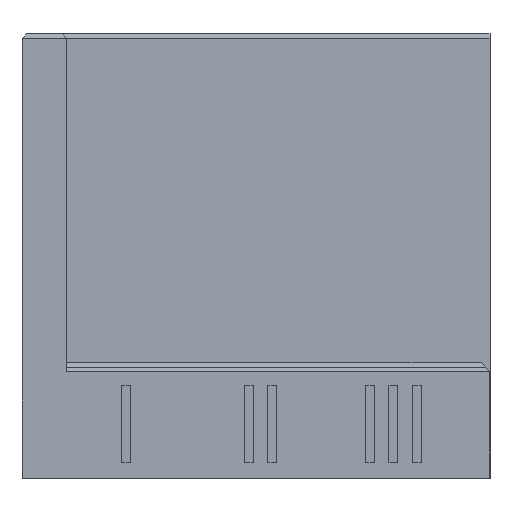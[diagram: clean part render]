
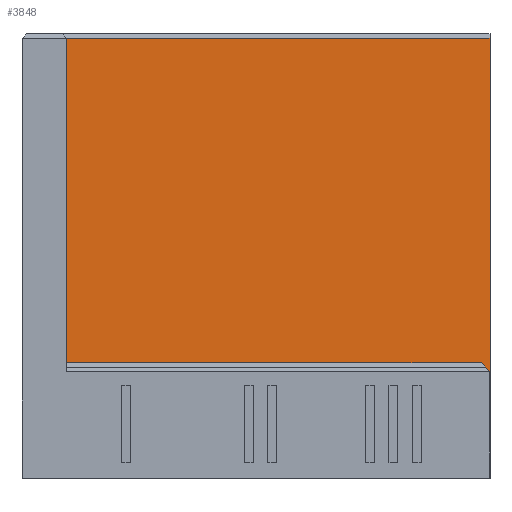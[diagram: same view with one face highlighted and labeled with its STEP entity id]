
A CAD part, front view. The second image highlights one B-rep face of the part: STEP entity #3848.
In plain terms, the highlighted planar face has unit normal (0, -1, 0).
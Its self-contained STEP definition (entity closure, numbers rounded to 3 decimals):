
#282=PLANE('',#4040);
#456=FACE_OUTER_BOUND('',#700,.T.);
#700=EDGE_LOOP('',(#3337,#3338,#3339,#3340,#3341));
#1010=LINE('',#6617,#1374);
#1097=LINE('',#6825,#1461);
#1098=LINE('',#6827,#1462);
#1099=LINE('',#6829,#1463);
#1100=LINE('',#6830,#1464);
#1374=VECTOR('',#4496,10.);
#1461=VECTOR('',#4683,10.);
#1462=VECTOR('',#4686,10.);
#1463=VECTOR('',#4687,10.);
#1464=VECTOR('',#4688,10.);
#1856=VERTEX_POINT('',#6614);
#1857=VERTEX_POINT('',#6616);
#1926=VERTEX_POINT('',#6819);
#1928=VERTEX_POINT('',#6823);
#1929=VERTEX_POINT('',#6828);
#2318=EDGE_CURVE('',#1857,#1856,#1010,.T.);
#2417=EDGE_CURVE('',#1928,#1926,#1097,.T.);
#2418=EDGE_CURVE('',#1857,#1928,#1098,.T.);
#2419=EDGE_CURVE('',#1929,#1856,#1099,.T.);
#2420=EDGE_CURVE('',#1926,#1929,#1100,.T.);
#3337=ORIENTED_EDGE('',*,*,#2417,.F.);
#3338=ORIENTED_EDGE('',*,*,#2418,.F.);
#3339=ORIENTED_EDGE('',*,*,#2318,.T.);
#3340=ORIENTED_EDGE('',*,*,#2419,.F.);
#3341=ORIENTED_EDGE('',*,*,#2420,.F.);
#3848=ADVANCED_FACE('',(#456),#282,.T.);
#4040=AXIS2_PLACEMENT_3D('',#6826,#4684,#4685);
#4496=DIRECTION('',(0.,0.,1.));
#4683=DIRECTION('',(-1.,0.,0.));
#4684=DIRECTION('center_axis',(0.,-1.,0.));
#4685=DIRECTION('ref_axis',(1.,0.,0.));
#4686=DIRECTION('',(-0.707,0.,0.707));
#4687=DIRECTION('',(1.,0.,0.));
#4688=DIRECTION('',(0.,0.,1.));
#6614=CARTESIAN_POINT('',(0.,0.,29.7));
#6616=CARTESIAN_POINT('',(0.,0.,7.2));
#6617=CARTESIAN_POINT('',(0.,0.,0.));
#6819=CARTESIAN_POINT('',(-28.6,0.,7.8));
#6823=CARTESIAN_POINT('',(-0.6,0.,7.8));
#6825=CARTESIAN_POINT('',(-21.45,0.,7.8));
#6826=CARTESIAN_POINT('Origin',(-28.6,0.,0.));
#6827=CARTESIAN_POINT('',(-5.425,0.,12.625));
#6828=CARTESIAN_POINT('',(-28.6,0.,29.7));
#6829=CARTESIAN_POINT('',(-22.2,0.,29.7));
#6830=CARTESIAN_POINT('',(-28.6,0.,0.));
